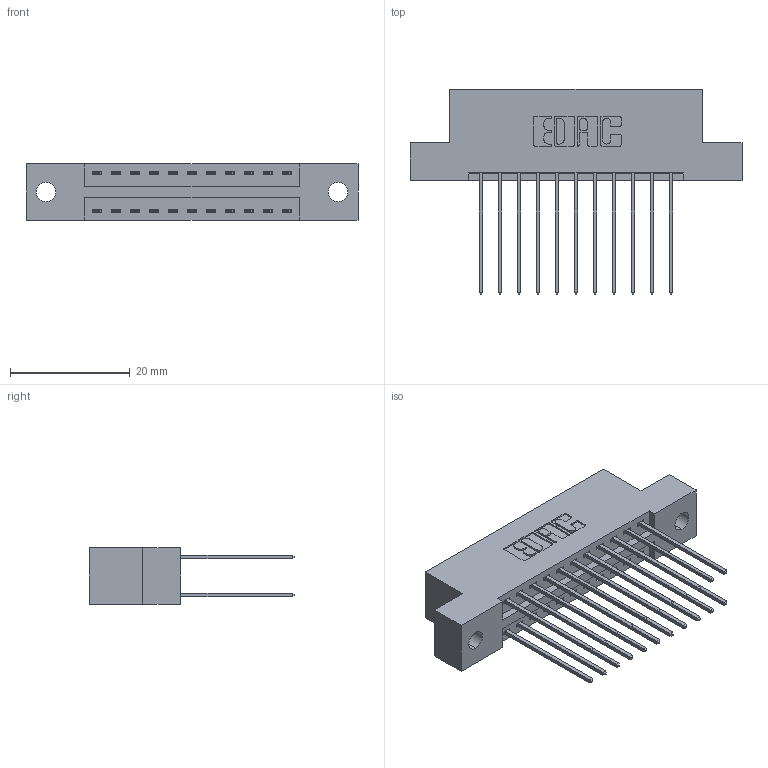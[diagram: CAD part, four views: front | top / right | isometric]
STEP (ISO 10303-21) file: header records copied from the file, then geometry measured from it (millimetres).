
FILE_DESCRIPTION (( 'STEP AP203' ), '1' );
FILE_NAME ('396-022-541-202.STEP', '2019-10-30T03:50:35', ( '' ), ( '' ), 'SwSTEP 2.0', 'SolidWorks 2016', '' );
FILE_SCHEMA (( 'CONFIG_CONTROL_DESIGN' ));
Length unit declared in the file: inch
Products named in the file (3): 346 Part_Flush Mounting Lugs - 0.128 Dia; 396-022-541-202; 345-292-001_345-293-141
Assembly tree (23 placements, depth 2):
  396-022-541-202
    346 Part_Flush Mounting Lugs - 0.128 Dia
    345-292-001_345-293-141  x22
Bounding box: 55.5 x 34.29 x 9.4 mm (x, y, z)
Volume: 5260.6 mm3; surface area: 7079.9 mm2
Topology: 23 solids, 23 shells, 1266 faces, 3739 edges, 2462 vertices
Faces by surface type: plane 846, cylinder 420
Entity records: 11373 total; most frequent: CARTESIAN_POINT 1916, ORIENTED_EDGE 1850, DIRECTION 1741, EDGE_CURVE 925, VECTOR 749, LINE 749, VERTEX_POINT 614, AXIS2_PLACEMENT_3D 496
